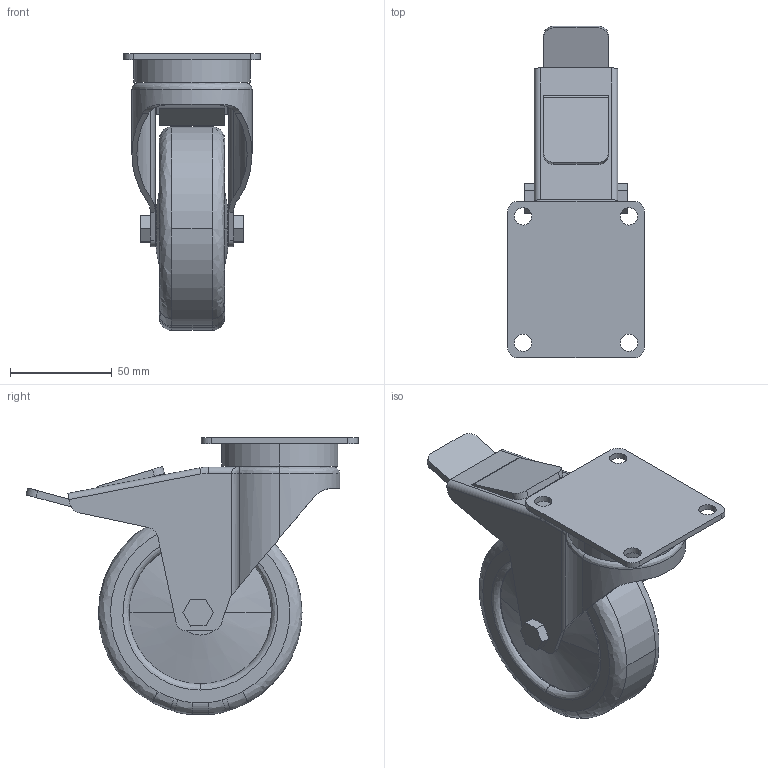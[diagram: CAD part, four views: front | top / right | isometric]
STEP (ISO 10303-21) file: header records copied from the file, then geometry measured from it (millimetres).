
FILE_DESCRIPTION (( 'STEP AP214' ), '1' );
FILE_NAME ('7420042', '2019-02-04T12:26:19', ( '' ), ('JUGARD+KÜNSTNER GmbH'), 'SwSTEP 2.0', 'SolidWorks 2017', '' );
FILE_SCHEMA (( 'AUTOMOTIVE_DESIGN' ));
Length unit declared in the file: millimetre
Products named in the file (1): 7420042_CNAJF00
Bounding box: 67 x 163.06 x 136 mm (x, y, z)
Volume: 297930.7 mm3; surface area: 74929.1 mm2
Topology: 1 solids, 1 shells, 177 faces, 456 edges, 290 vertices
Faces by surface type: cylinder 71, plane 62, bspline 40, cone 4
Entity records: 9010 total; most frequent: CARTESIAN_POINT 2920, ORIENTED_EDGE 904, DIRECTION 800, EDGE_CURVE 452, AXIS2_PLACEMENT_3D 292, VERTEX_POINT 290, LINE 216, VECTOR 216
